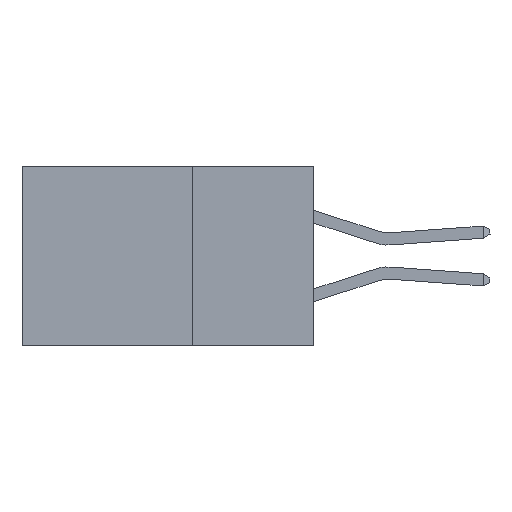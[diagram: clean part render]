
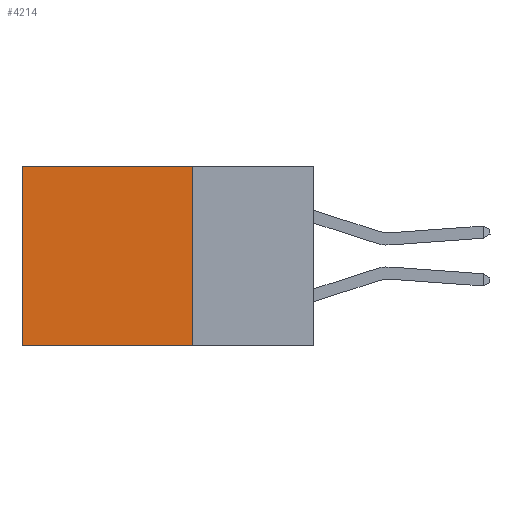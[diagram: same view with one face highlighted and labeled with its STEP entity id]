
A CAD part, left-side view. The second image highlights one B-rep face of the part: STEP entity #4214.
In plain terms, the highlighted planar face has unit normal (-1, 0, 0).
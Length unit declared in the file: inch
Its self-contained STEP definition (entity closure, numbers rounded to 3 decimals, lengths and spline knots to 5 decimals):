
#248 = CARTESIAN_POINT ( 'NONE',  ( 0.2875, 0.6, 0. ) ) ;
#598 = CARTESIAN_POINT ( 'NONE',  ( 0.2875, 0.6, 0. ) ) ;
#1375 = VECTOR ( 'NONE', #9545, 39.37008 ) ;
#1527 = VERTEX_POINT ( 'NONE', #248 ) ;
#2141 = ORIENTED_EDGE ( 'NONE', *, *, #11350, .T. ) ;
#2404 = CARTESIAN_POINT ( 'NONE',  ( 0.2875, 0.25, 0. ) ) ;
#2549 = VECTOR ( 'NONE', #13782, 39.37008 ) ;
#3240 = VERTEX_POINT ( 'NONE', #14535 ) ;
#3945 = EDGE_LOOP ( 'NONE', ( #2141, #13227, #5407, #9807 ) ) ;
#4214 = ADVANCED_FACE ( 'NONE', ( #9335 ), #6827, .F. ) ;
#4518 = LINE ( 'NONE', #12799, #1375 ) ;
#4669 = VERTEX_POINT ( 'NONE', #2404 ) ;
#4864 = CARTESIAN_POINT ( 'NONE',  ( 0.2875, 0.25, 0. ) ) ;
#5407 = ORIENTED_EDGE ( 'NONE', *, *, #6797, .F. ) ;
#5965 = LINE ( 'NONE', #11228, #14515 ) ;
#6127 = VERTEX_POINT ( 'NONE', #11780 ) ;
#6482 = DIRECTION ( 'NONE',  ( 0., 0., -1. ) ) ;
#6496 = DIRECTION ( 'NONE',  ( 1., 0., 0. ) ) ;
#6533 = CARTESIAN_POINT ( 'NONE',  ( 0.2875, 0.25, 0. ) ) ;
#6797 = EDGE_CURVE ( 'NONE', #4669, #3240, #11688, .T. ) ;
#6827 = PLANE ( 'NONE',  #6884 ) ;
#6884 = AXIS2_PLACEMENT_3D ( 'NONE', #6533, #6496, #6482 ) ;
#7300 = VECTOR ( 'NONE', #8815, 39.37008 ) ;
#7932 = DIRECTION ( 'NONE',  ( 0., 1., 0. ) ) ;
#8230 = EDGE_CURVE ( 'NONE', #3240, #6127, #4518, .T. ) ;
#8575 = EDGE_CURVE ( 'NONE', #4669, #1527, #5965, .T. ) ;
#8815 = DIRECTION ( 'NONE',  ( 0., 0., -1. ) ) ;
#9335 = FACE_OUTER_BOUND ( 'NONE', #3945, .T. ) ;
#9545 = DIRECTION ( 'NONE',  ( 0., 1., 0. ) ) ;
#9807 = ORIENTED_EDGE ( 'NONE', *, *, #8575, .T. ) ;
#10656 = LINE ( 'NONE', #598, #7300 ) ;
#11228 = CARTESIAN_POINT ( 'NONE',  ( 0.2875, 0.25, 0. ) ) ;
#11350 = EDGE_CURVE ( 'NONE', #1527, #6127, #10656, .T. ) ;
#11688 = LINE ( 'NONE', #4864, #2549 ) ;
#11780 = CARTESIAN_POINT ( 'NONE',  ( 0.2875, 0.6, -0.37 ) ) ;
#12799 = CARTESIAN_POINT ( 'NONE',  ( 0.2875, 0.25, -0.37 ) ) ;
#13227 = ORIENTED_EDGE ( 'NONE', *, *, #8230, .F. ) ;
#13782 = DIRECTION ( 'NONE',  ( 0., 0., -1. ) ) ;
#14515 = VECTOR ( 'NONE', #7932, 39.37008 ) ;
#14535 = CARTESIAN_POINT ( 'NONE',  ( 0.2875, 0.25, -0.37 ) ) ;
